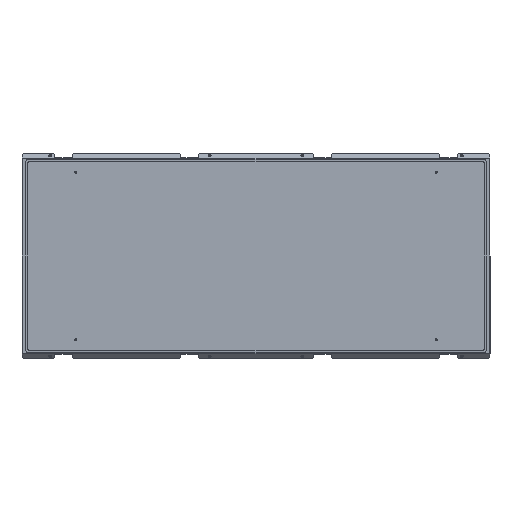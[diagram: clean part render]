
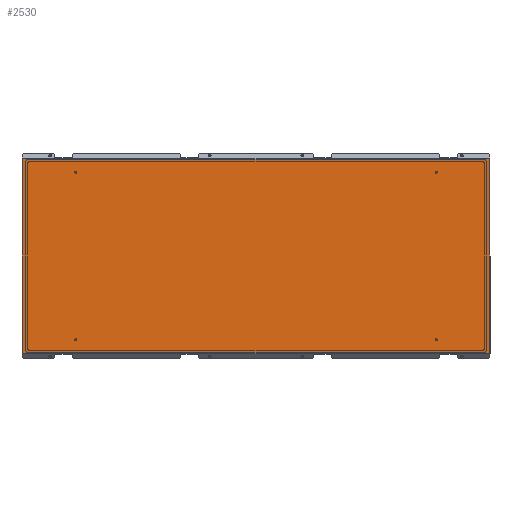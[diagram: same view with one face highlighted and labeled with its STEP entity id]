
A CAD part, left-side view. The second image highlights one B-rep face of the part: STEP entity #2530.
In plain terms, the highlighted face is planar.
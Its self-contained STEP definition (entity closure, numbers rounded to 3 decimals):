
#19 = EDGE_CURVE ( 'NONE', #117, #4828, #5426, .T. ) ;
#98 = ORIENTED_EDGE ( 'NONE', *, *, #19, .T. ) ;
#117 = VERTEX_POINT ( 'NONE', #6379 ) ;
#161 = DIRECTION ( 'NONE',  ( 0., -1., 0. ) ) ;
#432 = DIRECTION ( 'NONE',  ( 1., 0., 0. ) ) ;
#1848 = DIRECTION ( 'NONE',  ( -1., 0., 0. ) ) ;
#2072 = CARTESIAN_POINT ( 'NONE',  ( -362.75, 870.5, 0. ) ) ;
#2293 = VECTOR ( 'NONE', #8000, 1000. ) ;
#2524 = FACE_OUTER_BOUND ( 'NONE', #7508, .T. ) ;
#2530 = ADVANCED_FACE ( 'NONE', ( #2524 ), #3048, .F. ) ;
#2700 = EDGE_CURVE ( 'NONE', #4828, #6875, #6632, .T. ) ;
#2743 = EDGE_CURVE ( 'NONE', #6083, #117, #6060, .T. ) ;
#2991 = VECTOR ( 'NONE', #161, 1000. ) ;
#3048 = PLANE ( 'NONE',  #4512 ) ;
#3736 = DIRECTION ( 'NONE',  ( -1., 0., 0. ) ) ;
#4113 = CARTESIAN_POINT ( 'NONE',  ( -362.75, -870.5, 0. ) ) ;
#4512 = AXIS2_PLACEMENT_3D ( 'NONE', #5674, #8306, #3736 ) ;
#4784 = VECTOR ( 'NONE', #1848, 1000. ) ;
#4828 = VERTEX_POINT ( 'NONE', #4977 ) ;
#4949 = LINE ( 'NONE', #6349, #4784 ) ;
#4977 = CARTESIAN_POINT ( 'NONE',  ( 362.75, -870.5, 0. ) ) ;
#5420 = ORIENTED_EDGE ( 'NONE', *, *, #7803, .T. ) ;
#5426 = LINE ( 'NONE', #8056, #6827 ) ;
#5674 = CARTESIAN_POINT ( 'NONE',  ( 0., 0., 0. ) ) ;
#6060 = LINE ( 'NONE', #4113, #2991 ) ;
#6083 = VERTEX_POINT ( 'NONE', #2072 ) ;
#6349 = CARTESIAN_POINT ( 'NONE',  ( -362.75, 870.5, 0. ) ) ;
#6379 = CARTESIAN_POINT ( 'NONE',  ( -362.75, -870.5, 0. ) ) ;
#6632 = LINE ( 'NONE', #7950, #2293 ) ;
#6827 = VECTOR ( 'NONE', #432, 1000. ) ;
#6875 = VERTEX_POINT ( 'NONE', #6910 ) ;
#6910 = CARTESIAN_POINT ( 'NONE',  ( 362.75, 870.5, 0. ) ) ;
#7216 = ORIENTED_EDGE ( 'NONE', *, *, #2743, .T. ) ;
#7508 = EDGE_LOOP ( 'NONE', ( #8322, #5420, #7216, #98 ) ) ;
#7803 = EDGE_CURVE ( 'NONE', #6875, #6083, #4949, .T. ) ;
#7950 = CARTESIAN_POINT ( 'NONE',  ( 362.75, -870.5, 0. ) ) ;
#8000 = DIRECTION ( 'NONE',  ( 0., 1., 0. ) ) ;
#8056 = CARTESIAN_POINT ( 'NONE',  ( -362.75, -870.5, 0. ) ) ;
#8306 = DIRECTION ( 'NONE',  ( 0., 0., -1. ) ) ;
#8322 = ORIENTED_EDGE ( 'NONE', *, *, #2700, .T. ) ;
